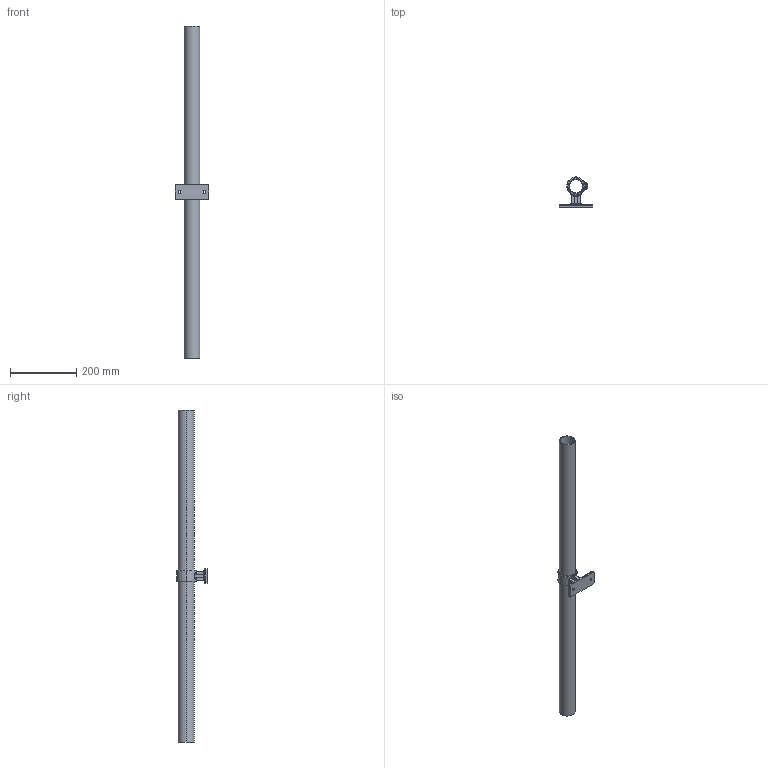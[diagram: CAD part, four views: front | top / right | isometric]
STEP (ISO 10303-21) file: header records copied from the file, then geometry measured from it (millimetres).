
FILE_DESCRIPTION (( 'STEP AP203' ), '1' );
FILE_NAME ('143W-C42.step', '2015-09-17T16:20:44', ( '' ), ( '' ), 'SwSTEP 2.0', 'SolidWorks 2015', '' );
FILE_SCHEMA (( 'CONFIG_CONTROL_DESIGN' ));
Length unit declared in the file: millimetre
Products named in the file (4): 143W-C42 Teil1; 143W-C42 Teil2; 143W-C42; 143W-C42 Teil3
Assembly tree (3 placements, depth 2):
  143W-C42
    143W-C42 Teil1
    143W-C42 Teil2
    143W-C42 Teil3
Bounding box: 102 x 91 x 1000 mm (x, y, z)
Volume: 497796.8 mm3; surface area: 307515.6 mm2
Topology: 3 solids, 3 shells, 118 faces, 286 edges, 170 vertices
Faces by surface type: cylinder 57, plane 31, torus 24, sphere 4, bspline 2
Entity records: 4557 total; most frequent: CARTESIAN_POINT 1475, DIRECTION 566, ORIENTED_EDGE 564, EDGE_CURVE 282, AXIS2_PLACEMENT_3D 224, VERTEX_POINT 170, EDGE_LOOP 130, VECTOR 118
